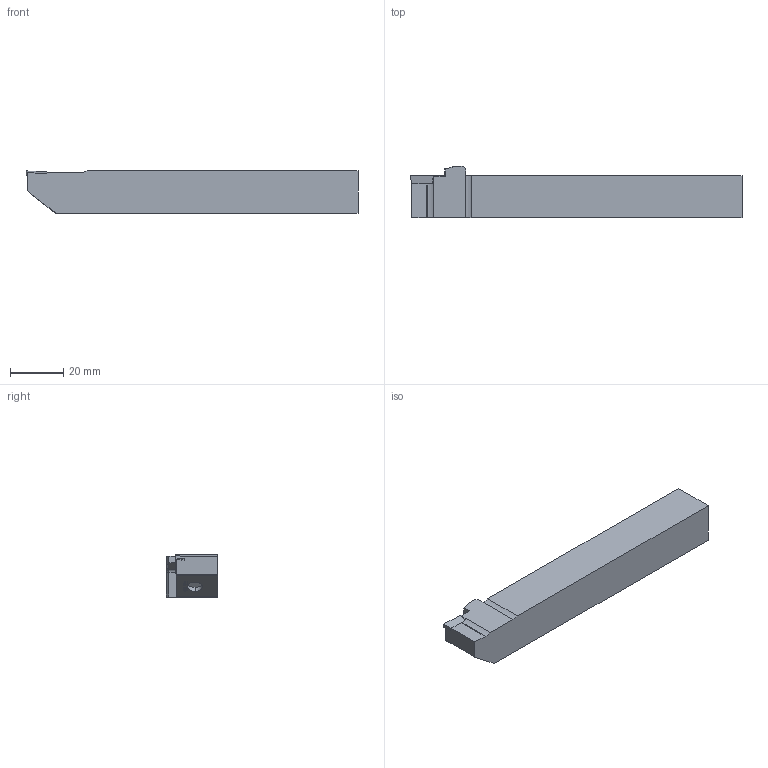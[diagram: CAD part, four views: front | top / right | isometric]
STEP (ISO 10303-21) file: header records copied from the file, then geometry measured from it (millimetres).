
FILE_DESCRIPTION (( 'STEP AP214' ), '1' );
FILE_NAME ('ISO-328-07.STEP', '2018-06-07T13:20:53', ( '' ), ( '' ), 'SwSTEP 2.0', 'SolidWorks 2017', '' );
FILE_SCHEMA (( 'AUTOMOTIVE_DESIGN' ));
Length unit declared in the file: millimetre
Products named in the file (1): ISO-328-07
Bounding box: 125 x 19.38 x 15.88 mm (x, y, z)
Volume: 30625.8 mm3; surface area: 8463.7 mm2
Topology: 1 solids, 1 shells, 127 faces, 354 edges, 233 vertices
Faces by surface type: plane 63, bspline 52, cylinder 11, cone 1
Entity records: 5857 total; most frequent: CARTESIAN_POINT 2830, ORIENTED_EDGE 708, DIRECTION 419, EDGE_CURVE 354, VERTEX_POINT 233, VECTOR 223, LINE 223, EDGE_LOOP 137
